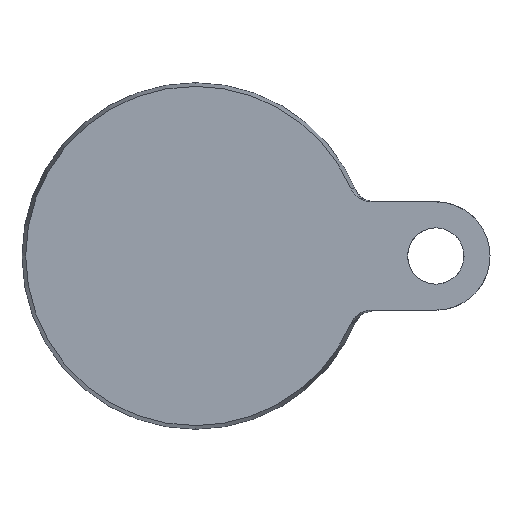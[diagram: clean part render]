
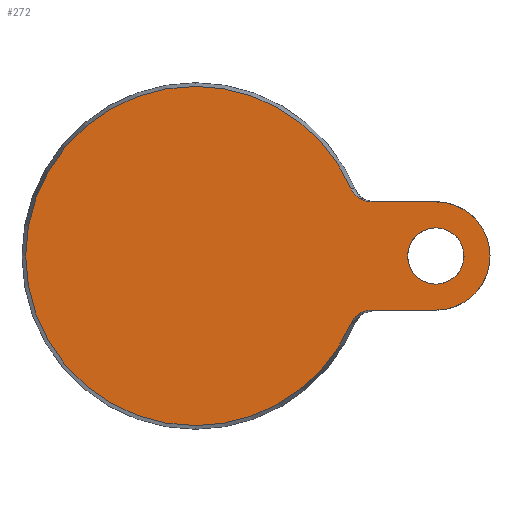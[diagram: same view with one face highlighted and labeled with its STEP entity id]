
A CAD part, front view. The second image highlights one B-rep face of the part: STEP entity #272.
In plain terms, the highlighted planar face has unit normal (0, -1, 0).
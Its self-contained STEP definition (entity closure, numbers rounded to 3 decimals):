
#8 = CIRCLE ( 'NONE', #45, 12.5 ) ;
#11 = CARTESIAN_POINT ( 'NONE',  ( 37.598, 0., 13.453 ) ) ;
#45 = AXIS2_PLACEMENT_3D ( 'NONE', #622, #1196, #546 ) ;
#52 = CARTESIAN_POINT ( 'NONE',  ( 35.928, 0., -15.535 ) ) ;
#68 = AXIS2_PLACEMENT_3D ( 'NONE', #456, #1282, #974 ) ;
#86 = DIRECTION ( 'NONE',  ( 0., -1., 0. ) ) ;
#91 = CARTESIAN_POINT ( 'NONE',  ( 55.5, 0., 0. ) ) ;
#121 = CARTESIAN_POINT ( 'NONE',  ( 40.579, 0., 12.5 ) ) ;
#122 = PLANE ( 'NONE',  #68 ) ;
#125 = EDGE_CURVE ( 'NONE', #1109, #912, #1275, .T. ) ;
#131 = VERTEX_POINT ( 'NONE', #403 ) ;
#134 = CARTESIAN_POINT ( 'NONE',  ( 37.031, 0., -13.929 ) ) ;
#136 = FACE_BOUND ( 'NONE', #353, .T. ) ;
#150 = DIRECTION ( 'NONE',  ( 0., -1., 0. ) ) ;
#160 = AXIS2_PLACEMENT_3D ( 'NONE', #614, #86, #829 ) ;
#162 = ORIENTED_EDGE ( 'NONE', *, *, #369, .T. ) ;
#175 = CARTESIAN_POINT ( 'NONE',  ( 35.928, 0., 15.535 ) ) ;
#179 = EDGE_CURVE ( 'NONE', #1248, #380, #760, .T. ) ;
#199 = CARTESIAN_POINT ( 'NONE',  ( 0., 0., 0. ) ) ;
#218 = CARTESIAN_POINT ( 'NONE',  ( 38.218, 0., -13.072 ) ) ;
#221 = EDGE_CURVE ( 'NONE', #325, #1248, #1162, .T. ) ;
#234 = CARTESIAN_POINT ( 'NONE',  ( 39.592, 0., -12.572 ) ) ;
#249 = CARTESIAN_POINT ( 'NONE',  ( 0., 0., 39.143 ) ) ;
#252 = VERTEX_POINT ( 'NONE', #758 ) ;
#272 = ADVANCED_FACE ( 'NONE', ( #1075, #136 ), #122, .F. ) ;
#310 = DIRECTION ( 'NONE',  ( 0., -1., 0. ) ) ;
#321 = CARTESIAN_POINT ( 'NONE',  ( 37.4, 0., 13.603 ) ) ;
#325 = VERTEX_POINT ( 'NONE', #249 ) ;
#326 = CARTESIAN_POINT ( 'NONE',  ( 38., 0., -13.192 ) ) ;
#338 = EDGE_CURVE ( 'NONE', #593, #252, #676, .T. ) ;
#347 = ORIENTED_EDGE ( 'NONE', *, *, #221, .T. ) ;
#348 = CARTESIAN_POINT ( 'NONE',  ( 38.221, 0., 13.07 ) ) ;
#353 = EDGE_LOOP ( 'NONE', ( #568, #162 ) ) ;
#359 = ORIENTED_EDGE ( 'NONE', *, *, #338, .F. ) ;
#369 = EDGE_CURVE ( 'NONE', #556, #131, #1124, .T. ) ;
#380 = VERTEX_POINT ( 'NONE', #52 ) ;
#403 = CARTESIAN_POINT ( 'NONE',  ( 55.5, 0., -6.5 ) ) ;
#407 = B_SPLINE_CURVE_WITH_KNOTS ( 'NONE', 3,
 ( #523, #1176, #1183, #1096, #134, #993, #652, #326, #218, #1281, #1302, #234, #979, #777 ),
 .UNSPECIFIED., .F., .F.,
 ( 4, 2, 2, 2, 2, 2, 4 ),
 ( 0., 0.001, 0.002, 0.003, 0.004, 0.004, 0.006 ),
 .UNSPECIFIED. ) ;
#434 = CARTESIAN_POINT ( 'NONE',  ( 36.861, 0., 14.101 ) ) ;
#435 = CARTESIAN_POINT ( 'NONE',  ( 15., 0., -12.5 ) ) ;
#455 = CARTESIAN_POINT ( 'NONE',  ( 37.032, 0., 13.927 ) ) ;
#456 = CARTESIAN_POINT ( 'NONE',  ( -39.143, 0., 0. ) ) ;
#512 = CIRCLE ( 'NONE', #742, 6.5 ) ;
#516 = DIRECTION ( 'NONE',  ( 0., 1., 0. ) ) ;
#523 = CARTESIAN_POINT ( 'NONE',  ( 35.928, 0., -15.535 ) ) ;
#530 = CARTESIAN_POINT ( 'NONE',  ( 39.603, 0., 12.57 ) ) ;
#540 = ORIENTED_EDGE ( 'NONE', *, *, #693, .T. ) ;
#541 = CIRCLE ( 'NONE', #1360, 39.143 ) ;
#546 = DIRECTION ( 'NONE',  ( 0., 0., -1. ) ) ;
#548 = CARTESIAN_POINT ( 'NONE',  ( 36.124, 0., 15.081 ) ) ;
#556 = VERTEX_POINT ( 'NONE', #1160 ) ;
#560 = CARTESIAN_POINT ( 'NONE',  ( 38.008, 0., 13.187 ) ) ;
#568 = ORIENTED_EDGE ( 'NONE', *, *, #1326, .T. ) ;
#573 = DIRECTION ( 'NONE',  ( 0., 0., -1. ) ) ;
#593 = VERTEX_POINT ( 'NONE', #1368 ) ;
#614 = CARTESIAN_POINT ( 'NONE',  ( 0., 0., 0. ) ) ;
#620 = EDGE_CURVE ( 'NONE', #380, #252, #407, .T. ) ;
#622 = CARTESIAN_POINT ( 'NONE',  ( 55.5, 0., 0. ) ) ;
#652 = CARTESIAN_POINT ( 'NONE',  ( 37.591, 0., -13.458 ) ) ;
#658 = CARTESIAN_POINT ( 'NONE',  ( 55.5, 0., 0. ) ) ;
#676 = LINE ( 'NONE', #435, #1165 ) ;
#684 = B_SPLINE_CURVE_WITH_KNOTS ( 'NONE', 3,
 ( #121, #973, #530, #853, #865, #348, #560, #11, #321, #455, #434, #885, #548, #1309 ),
 .UNSPECIFIED., .F., .F.,
 ( 4, 2, 2, 2, 2, 2, 4 ),
 ( 0., 0.001, 0.002, 0.003, 0.004, 0.004, 0.006 ),
 .UNSPECIFIED. ) ;
#693 = EDGE_CURVE ( 'NONE', #1109, #955, #684, .T. ) ;
#711 = CARTESIAN_POINT ( 'NONE',  ( 0., 0., -39.143 ) ) ;
#742 = AXIS2_PLACEMENT_3D ( 'NONE', #91, #516, #1346 ) ;
#744 = ORIENTED_EDGE ( 'NONE', *, *, #125, .F. ) ;
#758 = CARTESIAN_POINT ( 'NONE',  ( 40.579, 0., -12.5 ) ) ;
#760 = CIRCLE ( 'NONE', #160, 39.143 ) ;
#777 = CARTESIAN_POINT ( 'NONE',  ( 40.579, 0., -12.5 ) ) ;
#813 = DIRECTION ( 'NONE',  ( 0., 1., 0. ) ) ;
#828 = VECTOR ( 'NONE', #1151, 1000. ) ;
#829 = DIRECTION ( 'NONE',  ( 0., 0., -1. ) ) ;
#853 = CARTESIAN_POINT ( 'NONE',  ( 38.897, 0., 12.778 ) ) ;
#865 = CARTESIAN_POINT ( 'NONE',  ( 38.665, 0., 12.866 ) ) ;
#876 = ORIENTED_EDGE ( 'NONE', *, *, #882, .T. ) ;
#882 = EDGE_CURVE ( 'NONE', #955, #325, #541, .T. ) ;
#885 = CARTESIAN_POINT ( 'NONE',  ( 36.388, 0., 14.659 ) ) ;
#912 = VERTEX_POINT ( 'NONE', #1241 ) ;
#921 = AXIS2_PLACEMENT_3D ( 'NONE', #199, #310, #1164 ) ;
#945 = CARTESIAN_POINT ( 'NONE',  ( 15., 0., 12.5 ) ) ;
#955 = VERTEX_POINT ( 'NONE', #175 ) ;
#973 = CARTESIAN_POINT ( 'NONE',  ( 40.085, 0., 12.5 ) ) ;
#974 = DIRECTION ( 'NONE',  ( 0., 0., 1. ) ) ;
#979 = CARTESIAN_POINT ( 'NONE',  ( 40.085, 0., -12.5 ) ) ;
#993 = CARTESIAN_POINT ( 'NONE',  ( 37.397, 0., -13.606 ) ) ;
#1018 = CARTESIAN_POINT ( 'NONE',  ( 0., 0., 0. ) ) ;
#1026 = EDGE_CURVE ( 'NONE', #912, #593, #8, .T. ) ;
#1075 = FACE_OUTER_BOUND ( 'NONE', #1203, .T. ) ;
#1096 = CARTESIAN_POINT ( 'NONE',  ( 36.857, 0., -14.106 ) ) ;
#1109 = VERTEX_POINT ( 'NONE', #1278 ) ;
#1124 = CIRCLE ( 'NONE', #1299, 6.5 ) ;
#1151 = DIRECTION ( 'NONE',  ( 1., 0., 0. ) ) ;
#1160 = CARTESIAN_POINT ( 'NONE',  ( 55.5, 0., 6.5 ) ) ;
#1162 = CIRCLE ( 'NONE', #921, 39.143 ) ;
#1164 = DIRECTION ( 'NONE',  ( 0., 0., -1. ) ) ;
#1165 = VECTOR ( 'NONE', #1289, 1000. ) ;
#1169 = ORIENTED_EDGE ( 'NONE', *, *, #1026, .F. ) ;
#1176 = CARTESIAN_POINT ( 'NONE',  ( 36.124, 0., -15.081 ) ) ;
#1183 = CARTESIAN_POINT ( 'NONE',  ( 36.381, 0., -14.668 ) ) ;
#1196 = DIRECTION ( 'NONE',  ( 0., 1., 0. ) ) ;
#1203 = EDGE_LOOP ( 'NONE', ( #744, #540, #876, #347, #1353, #1308, #359, #1169 ) ) ;
#1241 = CARTESIAN_POINT ( 'NONE',  ( 55.5, 0., 12.5 ) ) ;
#1248 = VERTEX_POINT ( 'NONE', #711 ) ;
#1275 = LINE ( 'NONE', #945, #828 ) ;
#1278 = CARTESIAN_POINT ( 'NONE',  ( 40.579, 0., 12.5 ) ) ;
#1281 = CARTESIAN_POINT ( 'NONE',  ( 38.663, 0., -12.866 ) ) ;
#1282 = DIRECTION ( 'NONE',  ( 0., 1., 0. ) ) ;
#1289 = DIRECTION ( 'NONE',  ( -1., 0., 0. ) ) ;
#1299 = AXIS2_PLACEMENT_3D ( 'NONE', #658, #813, #1317 ) ;
#1302 = CARTESIAN_POINT ( 'NONE',  ( 38.891, 0., -12.781 ) ) ;
#1308 = ORIENTED_EDGE ( 'NONE', *, *, #620, .T. ) ;
#1309 = CARTESIAN_POINT ( 'NONE',  ( 35.928, 0., 15.535 ) ) ;
#1317 = DIRECTION ( 'NONE',  ( 0., 0., 1. ) ) ;
#1326 = EDGE_CURVE ( 'NONE', #131, #556, #512, .T. ) ;
#1346 = DIRECTION ( 'NONE',  ( 0., 0., 1. ) ) ;
#1353 = ORIENTED_EDGE ( 'NONE', *, *, #179, .T. ) ;
#1360 = AXIS2_PLACEMENT_3D ( 'NONE', #1018, #150, #573 ) ;
#1368 = CARTESIAN_POINT ( 'NONE',  ( 55.5, 0., -12.5 ) ) ;
